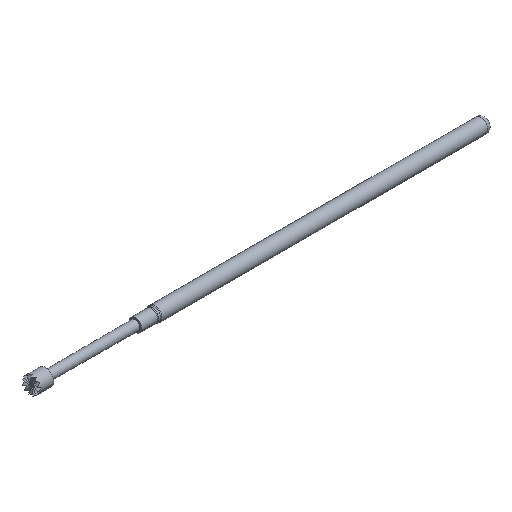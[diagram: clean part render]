
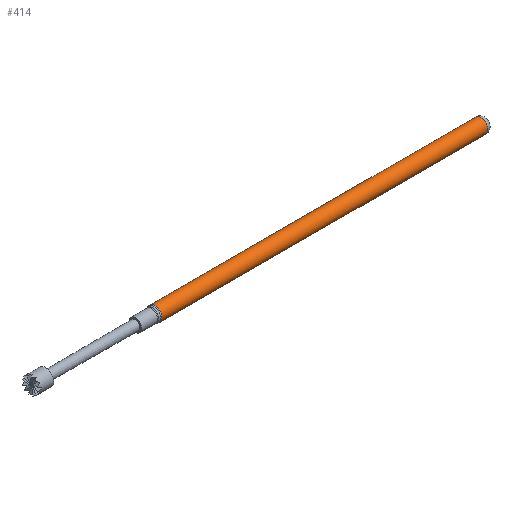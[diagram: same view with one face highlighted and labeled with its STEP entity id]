
A CAD part, isometric view. The second image highlights one B-rep face of the part: STEP entity #414.
In plain terms, the highlighted cylindrical face has radius 0.51 mm (diameter 1.021 mm), a full revolution.
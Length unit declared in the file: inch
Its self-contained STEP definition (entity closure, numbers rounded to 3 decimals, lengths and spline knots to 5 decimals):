
#42 = DIRECTION ( 'NONE',  ( 0., 0., -1. ) ) ;
#91 = CARTESIAN_POINT ( 'NONE',  ( 0.056, 0., -0.0201 ) ) ;
#123 = DIRECTION ( 'NONE',  ( 0., 0., -1. ) ) ;
#349 = DIRECTION ( 'NONE',  ( -1., 0., 0. ) ) ;
#414 = ADVANCED_FACE ( 'NONE', ( #1918, #697 ), #1458, .T. ) ;
#498 = DIRECTION ( 'NONE',  ( -1., 0., 0. ) ) ;
#567 = CARTESIAN_POINT ( 'NONE',  ( 0.985, 0., -0.0201 ) ) ;
#626 = DIRECTION ( 'NONE',  ( 0., 0., -1. ) ) ;
#697 = FACE_OUTER_BOUND ( 'NONE', #2137, .T. ) ;
#716 = VERTEX_POINT ( 'NONE', #567 ) ;
#719 = CARTESIAN_POINT ( 'NONE',  ( 0.056, 0., 0. ) ) ;
#780 = EDGE_CURVE ( 'NONE', #716, #716, #1056, .T. ) ;
#789 = CARTESIAN_POINT ( 'NONE',  ( 0., 0., 0. ) ) ;
#837 = AXIS2_PLACEMENT_3D ( 'NONE', #1098, #1628, #626 ) ;
#1056 = CIRCLE ( 'NONE', #837, 0.0201 ) ;
#1098 = CARTESIAN_POINT ( 'NONE',  ( 0.985, 0., 0. ) ) ;
#1458 = CYLINDRICAL_SURFACE ( 'NONE', #2413, 0.0201 ) ;
#1477 = EDGE_LOOP ( 'NONE', ( #2718 ) ) ;
#1555 = AXIS2_PLACEMENT_3D ( 'NONE', #719, #498, #42 ) ;
#1628 = DIRECTION ( 'NONE',  ( -1., 0., 0. ) ) ;
#1795 = VERTEX_POINT ( 'NONE', #91 ) ;
#1918 = FACE_OUTER_BOUND ( 'NONE', #1477, .T. ) ;
#2137 = EDGE_LOOP ( 'NONE', ( #2738 ) ) ;
#2372 = EDGE_CURVE ( 'NONE', #1795, #1795, #2464, .T. ) ;
#2413 = AXIS2_PLACEMENT_3D ( 'NONE', #789, #349, #123 ) ;
#2464 = CIRCLE ( 'NONE', #1555, 0.0201 ) ;
#2718 = ORIENTED_EDGE ( 'NONE', *, *, #780, .T. ) ;
#2738 = ORIENTED_EDGE ( 'NONE', *, *, #2372, .F. ) ;
